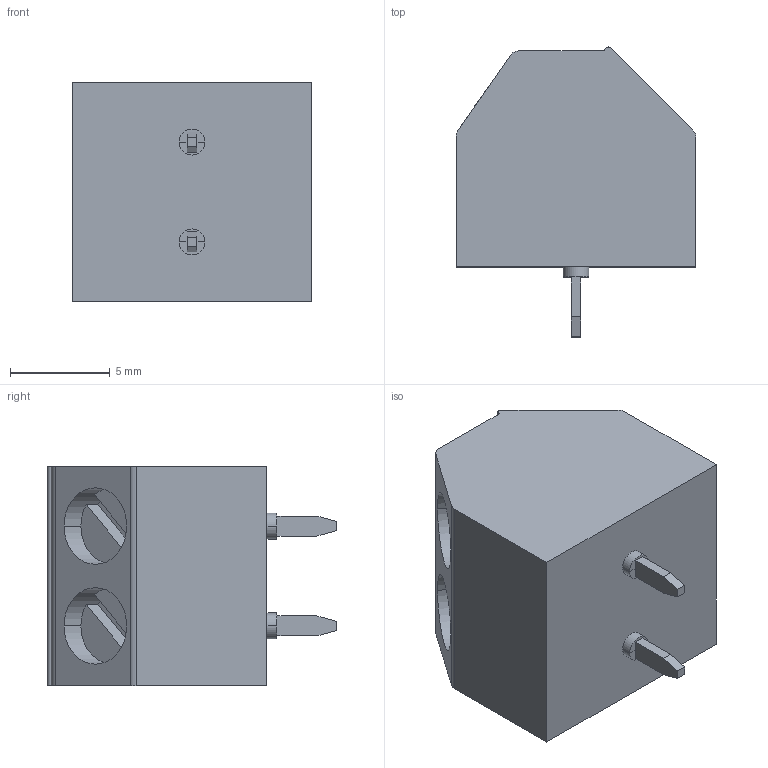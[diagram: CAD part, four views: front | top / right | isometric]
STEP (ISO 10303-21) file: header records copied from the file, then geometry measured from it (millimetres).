
FILE_DESCRIPTION(('SolidDesigner STEP Export'),'1');
FILE_NAME('smkdsn_1.5-2.stp','2000-06-15T14:48:14',(''),(''), 'SolidDesigner STEP processor Version: 7.0(Mar 1999)for AP214(CD)(Solid Model)', 'CoCreate SolidDesigner: 07.50 21-Dec-99(C) CoCreate Software GmbH','');
FILE_SCHEMA(('AUTOMOTIVE_DESIGN_CC2 {1 2 10303 214 -1 1 5 1}'));
Length unit declared in the file: millimetre
Products named in the file (2): smkdsn_1.5-2
Assembly tree (1 placements, depth 2):
  smkdsn_1.5-2
    smkdsn_1.5-2
Bounding box: 12 x 14.5 x 11 mm (x, y, z)
Volume: 1179.9 mm3; surface area: 863 mm2
Topology: 1 solids, 1 shells, 123 faces, 317 edges, 210 vertices
Faces by surface type: plane 83, cylinder 40
Entity records: 4587 total; most frequent: ORIENTED_EDGE 634, CARTESIAN_POINT 613, DIRECTION 583, EDGE_CURVE 317, VECTOR 223, LINE 223, VERTEX_POINT 210, AXIS2_PLACEMENT_3D 180
